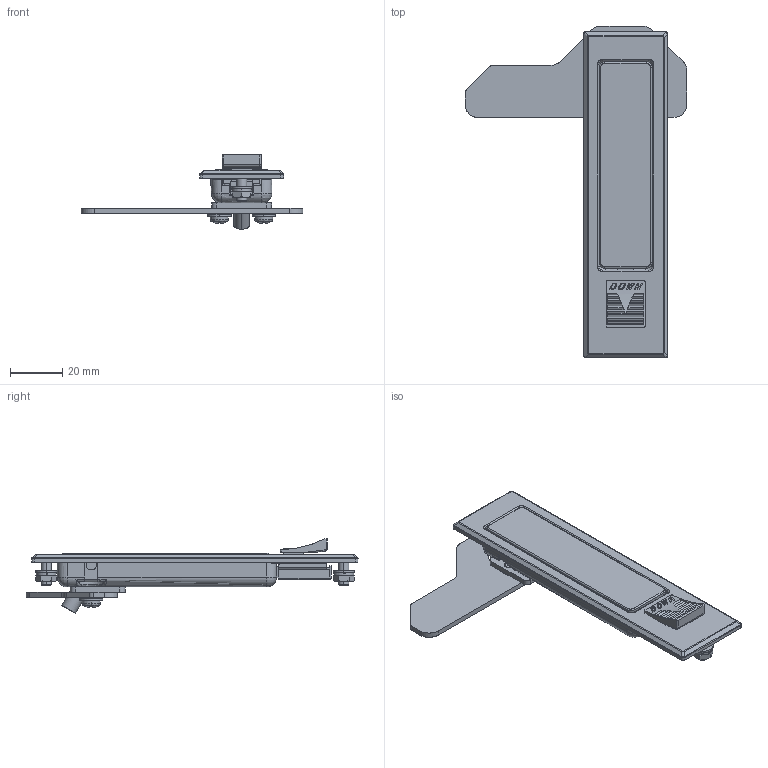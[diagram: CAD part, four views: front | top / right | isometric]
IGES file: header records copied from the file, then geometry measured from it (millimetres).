
Start section: SolidWorks IGES file using analytic representation for surfaces
Global section: file name: A-1600-A-1-2.IGS,15; native system: HSolidWorks 2018; preprocessor: SolidWorks 2018; author: 0849sm; date: 201130.164107; units: millimetre
Bounding box: 85 x 127.2 x 28.53 mm (x, y, z)
Surface area: 37907.7 mm2 (no closed solid volume)
Topology: 0 solids, 0 shells, 1123 faces, 10968 edges, 10949 vertices
Faces by surface type: bspline 666, revolution 457
